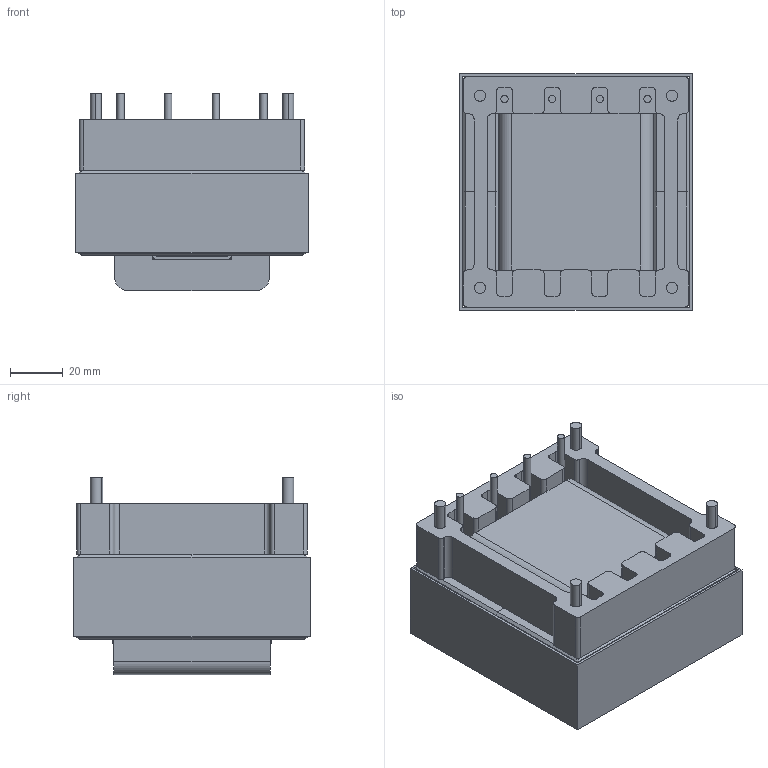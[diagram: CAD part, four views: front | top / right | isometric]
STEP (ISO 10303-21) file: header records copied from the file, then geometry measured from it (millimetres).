
FILE_DESCRIPTION (( 'STEP AP214' ), '1' );
FILE_NAME ('EE85AA HOR.STEP', '2024-07-31T13:16:01', ( '' ), ( '' ), 'SwSTEP 2.0', 'SolidWorks 2021', '' );
FILE_SCHEMA (( 'AUTOMOTIVE_DESIGN' ));
Length unit declared in the file: millimetre
Products named in the file (6): Îáìîòêà â Å85À; Ôåððèò äëÿ Å85À; EE85AA HOR; EE85A, Hor, ñêîáà; 鎔碭儰 齬85擬 Hor; ÅÅ85À, ãîðèçîíòàëüíàÿ âåðñèÿ, ñåðäå÷íèê
Assembly tree (6 placements, depth 2):
  EE85AA HOR
    Ôåððèò äëÿ Å85À  x2
    Îáìîòêà â Å85À
    ÅÅ85À, ãîðèçîíòàëüíàÿ âåðñèÿ, ñåðäå÷íèê
    EE85A, Hor, ñêîáà
    鎔碭儰 齬85擬 Hor
Bounding box: 87.85 x 89.4 x 74.5 mm (x, y, z)
Volume: 384332.3 mm3; surface area: 119326.1 mm2
Topology: 13 solids, 13 shells, 260 faces, 656 edges, 420 vertices
Faces by surface type: plane 172, cylinder 80, cone 8
Entity records: 7229 total; most frequent: DIRECTION 1198, CARTESIAN_POINT 1167, ORIENTED_EDGE 1136, EDGE_CURVE 568, VECTOR 400, LINE 400, AXIS2_PLACEMENT_3D 399, VERTEX_POINT 368
